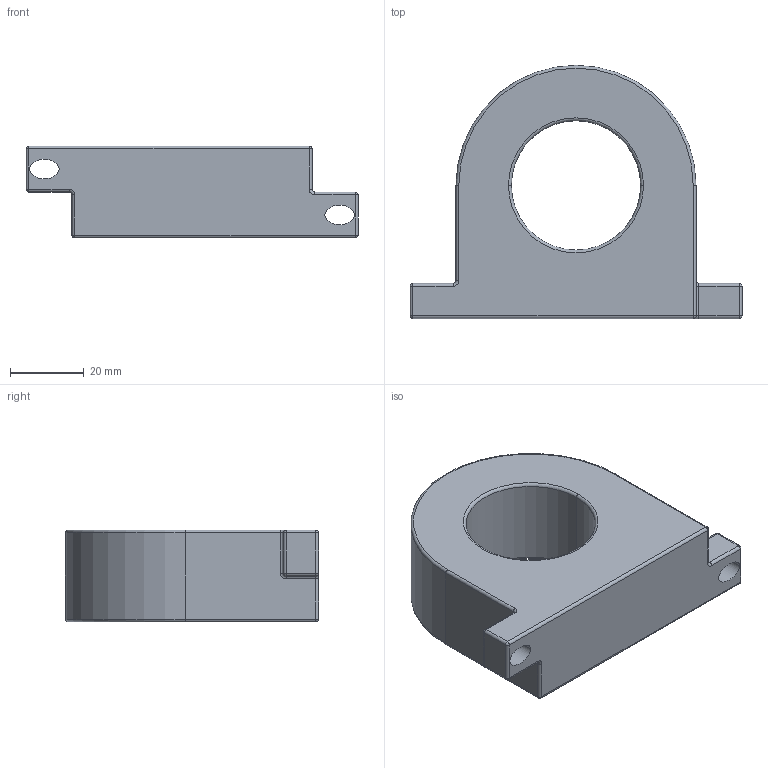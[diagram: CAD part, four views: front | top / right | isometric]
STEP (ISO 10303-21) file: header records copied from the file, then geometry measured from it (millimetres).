
FILE_DESCRIPTION (( 'STEP AP214' ), '1' );
FILE_NAME ('RF220X00A.step', '2014-07-21T20:34:56', ( '' ), ( '' ), 'SwSTEP 2.0', 'SolidWorks 2013', '' );
FILE_SCHEMA (( 'AUTOMOTIVE_DESIGN' ));
Length unit declared in the file: inch
Products named in the file (1): RF220X00A
Bounding box: 89.92 x 68.58 x 24.89 mm (x, y, z)
Volume: 77896.1 mm3; surface area: 15836.9 mm2
Topology: 1 solids, 1 shells, 66 faces, 152 edges, 78 vertices
Faces by surface type: cylinder 29, torus 12, plane 11, sphere 10, bspline 4
Entity records: 2682 total; most frequent: CARTESIAN_POINT 339, DIRECTION 334, ORIENTED_EDGE 284, EDGE_CURVE 142, AXIS2_PLACEMENT_3D 137, VERTEX_POINT 78, CIRCLE 74, EDGE_LOOP 72
